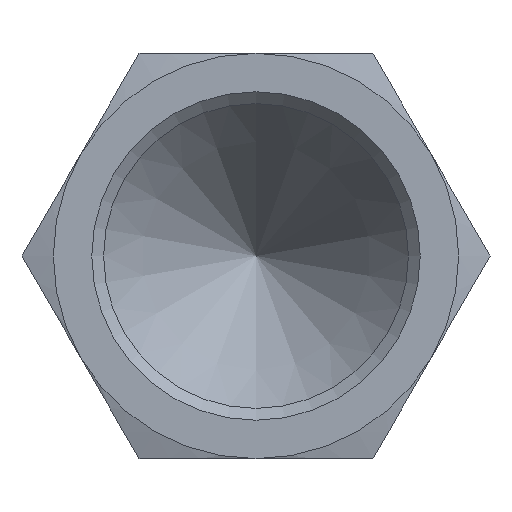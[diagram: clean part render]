
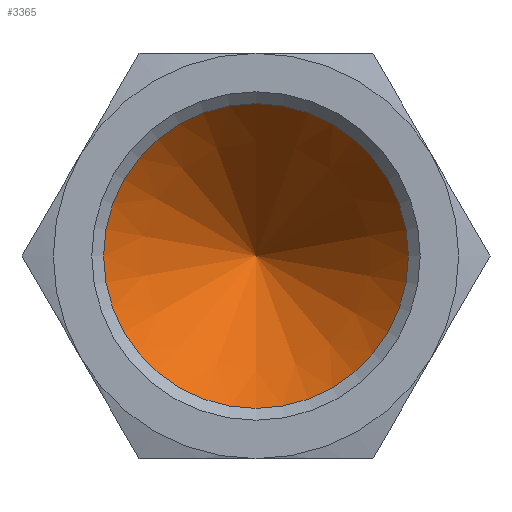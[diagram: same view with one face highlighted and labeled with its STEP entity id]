
A CAD part, left-side view. The second image highlights one B-rep face of the part: STEP entity #3365.
In plain terms, the highlighted conical face has half-angle 37 degrees and reference radius 13.967 mm.
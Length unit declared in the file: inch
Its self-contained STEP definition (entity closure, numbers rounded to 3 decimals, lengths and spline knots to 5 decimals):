
#3279=CARTESIAN_POINT('',(0.594,0.0,0.611));
#3280=VERTEX_POINT('',#3279);
#3281=CARTESIAN_POINT('',(0.594,0.0,0.0));
#3282=DIRECTION('',(-1.0,0.0,0.0));
#3283=DIRECTION('',(0.0,0.0,1.0));
#3284=AXIS2_PLACEMENT_3D('',#3281,#3282,#3283);
#3285=CIRCLE('',#3284,0.611);
#3286=EDGE_CURVE('',#3280,#3280,#3285,.T.);
#3357=CARTESIAN_POINT('',(0.67508,0.,0.));
#3358=DIRECTION('',(-1.0,0.,0.));
#3359=DIRECTION('',(0.,-0.581,-0.814));
#3360=AXIS2_PLACEMENT_3D('',#3357,#3358,#3359);
#3361=CONICAL_SURFACE('',#3360,0.5499,37.);
#3362=ORIENTED_EDGE('',*,*,#3286,.T.);
#3363=EDGE_LOOP('',(#3362));
#3364=FACE_OUTER_BOUND('',#3363,.T.);
#3365=ADVANCED_FACE('',(#3364),#3361,.F.);
